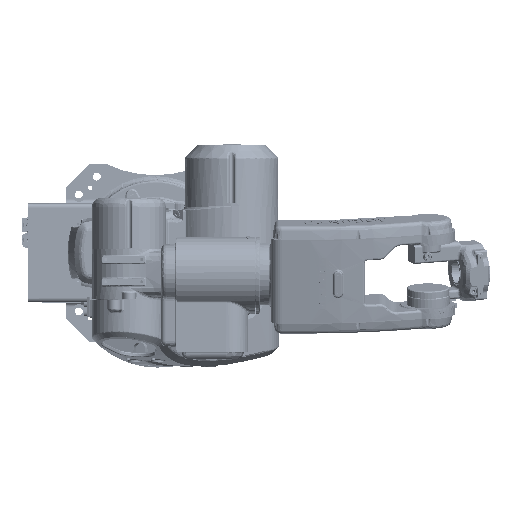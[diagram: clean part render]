
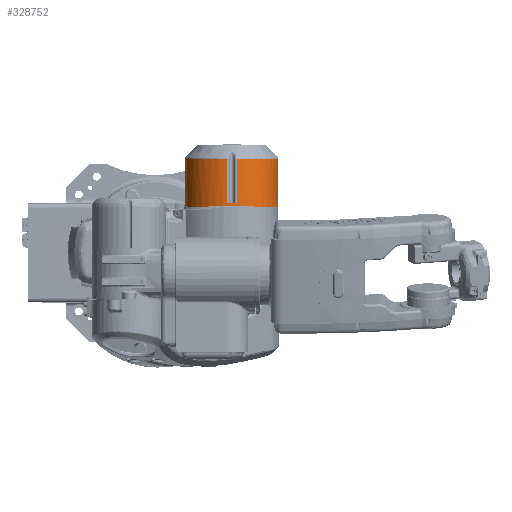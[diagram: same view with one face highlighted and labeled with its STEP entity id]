
A CAD part, top view. The second image highlights one B-rep face of the part: STEP entity #328752.
In plain terms, the highlighted cylindrical face has radius 104 mm (diameter 208 mm), a partial arc.
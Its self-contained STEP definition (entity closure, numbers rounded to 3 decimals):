
#2097 = CARTESIAN_POINT ( 'NONE',  ( 273.413, 208.429, 291.03 ) ) ;
#6184 = CARTESIAN_POINT ( 'NONE',  ( 66.587, 110.5, 291.03 ) ) ;
#14227 = EDGE_CURVE ( 'NONE', #343508, #255105, #25402, .T. ) ;
#21415 = CARTESIAN_POINT ( 'NONE',  ( 170., 110.5, 280. ) ) ;
#22413 = DIRECTION ( 'NONE',  ( 0., 1., 0. ) ) ;
#25402 = CIRCLE ( 'NONE', #51638, 104. ) ;
#31332 = ORIENTED_EDGE ( 'NONE', *, *, #14227, .T. ) ;
#33091 = VECTOR ( 'NONE', #243959, 1000. ) ;
#36203 = EDGE_CURVE ( 'NONE', #281597, #433754, #351457, .T. ) ;
#39731 = EDGE_CURVE ( 'NONE', #271594, #172932, #326897, .T. ) ;
#43626 = VERTEX_POINT ( 'NONE', #341933 ) ;
#51638 = AXIS2_PLACEMENT_3D ( 'NONE', #155561, #22413, #125863 ) ;
#52480 = AXIS2_PLACEMENT_3D ( 'NONE', #327330, #260821, #160420 ) ;
#54454 = FACE_OUTER_BOUND ( 'NONE', #300550, .T. ) ;
#56875 = DIRECTION ( 'NONE',  ( 1., 0., 0. ) ) ;
#57389 = CARTESIAN_POINT ( 'NONE',  ( 66., 102.5, 280. ) ) ;
#75834 = VERTEX_POINT ( 'NONE', #198998 ) ;
#89712 = VECTOR ( 'NONE', #361640, 1000. ) ;
#100885 = DIRECTION ( 'NONE',  ( 0., -1., 0. ) ) ;
#106099 = CARTESIAN_POINT ( 'NONE',  ( 170., 208.429, 280. ) ) ;
#109126 = ORIENTED_EDGE ( 'NONE', *, *, #39731, .T. ) ;
#125863 = DIRECTION ( 'NONE',  ( 1., 0., 0. ) ) ;
#134448 = ORIENTED_EDGE ( 'NONE', *, *, #399424, .F. ) ;
#139588 = CARTESIAN_POINT ( 'NONE',  ( 181.03, 208.429, 383.413 ) ) ;
#140295 = DIRECTION ( 'NONE',  ( 0., -1., 0. ) ) ;
#145048 = CARTESIAN_POINT ( 'NONE',  ( 158.97, 208.429, 383.413 ) ) ;
#153984 = VECTOR ( 'NONE', #140295, 1000. ) ;
#155561 = CARTESIAN_POINT ( 'NONE',  ( 170., 102.5, 280. ) ) ;
#155578 = EDGE_CURVE ( 'NONE', #181690, #271594, #214135, .T. ) ;
#156704 = DIRECTION ( 'NONE',  ( 1., 0., 0. ) ) ;
#160420 = DIRECTION ( 'NONE',  ( 1., 0., 0. ) ) ;
#161872 = ORIENTED_EDGE ( 'NONE', *, *, #298996, .T. ) ;
#172932 = VERTEX_POINT ( 'NONE', #6184 ) ;
#176424 = AXIS2_PLACEMENT_3D ( 'NONE', #106099, #243520, #311417 ) ;
#179702 = ORIENTED_EDGE ( 'NONE', *, *, #217109, .T. ) ;
#180238 = ORIENTED_EDGE ( 'NONE', *, *, #342203, .T. ) ;
#180644 = ORIENTED_EDGE ( 'NONE', *, *, #406728, .T. ) ;
#181690 = VERTEX_POINT ( 'NONE', #145048 ) ;
#185154 = DIRECTION ( 'NONE',  ( 0., -1., 0. ) ) ;
#186382 = VECTOR ( 'NONE', #434141, 1000. ) ;
#190665 = DIRECTION ( 'NONE',  ( 0., -1., 0. ) ) ;
#192145 = CARTESIAN_POINT ( 'NONE',  ( 170., 110.5, 280. ) ) ;
#195774 = LINE ( 'NONE', #395674, #89712 ) ;
#197713 = CARTESIAN_POINT ( 'NONE',  ( 158.97, 208.429, 383.413 ) ) ;
#198998 = CARTESIAN_POINT ( 'NONE',  ( 273.413, 110.5, 291.03 ) ) ;
#202638 = CARTESIAN_POINT ( 'NONE',  ( 274., 102.5, 280. ) ) ;
#202854 = DIRECTION ( 'NONE',  ( 1., 0., 0. ) ) ;
#205630 = AXIS2_PLACEMENT_3D ( 'NONE', #192145, #190665, #156704 ) ;
#212498 = VERTEX_POINT ( 'NONE', #2097 ) ;
#214135 = CIRCLE ( 'NONE', #271897, 104. ) ;
#217109 = EDGE_CURVE ( 'NONE', #75834, #212498, #334547, .T. ) ;
#217631 = CARTESIAN_POINT ( 'NONE',  ( 66.587, 208.429, 291.03 ) ) ;
#220718 = CARTESIAN_POINT ( 'NONE',  ( 274., 110.5, 280. ) ) ;
#223475 = AXIS2_PLACEMENT_3D ( 'NONE', #340485, #185154, #316705 ) ;
#227459 = ORIENTED_EDGE ( 'NONE', *, *, #36203, .T. ) ;
#230284 = CARTESIAN_POINT ( 'NONE',  ( 158.97, 110.5, 383.413 ) ) ;
#234318 = CYLINDRICAL_SURFACE ( 'NONE', #223475, 104. ) ;
#238880 = CIRCLE ( 'NONE', #176424, 104. ) ;
#243520 = DIRECTION ( 'NONE',  ( 0., -1., 0. ) ) ;
#243959 = DIRECTION ( 'NONE',  ( 0., 1., 0. ) ) ;
#255105 = VERTEX_POINT ( 'NONE', #202638 ) ;
#258330 = ORIENTED_EDGE ( 'NONE', *, *, #363765, .T. ) ;
#259351 = DIRECTION ( 'NONE',  ( 0., -1., 0. ) ) ;
#260821 = DIRECTION ( 'NONE',  ( 0., -1., 0. ) ) ;
#271594 = VERTEX_POINT ( 'NONE', #358506 ) ;
#271897 = AXIS2_PLACEMENT_3D ( 'NONE', #332891, #100885, #202854 ) ;
#274196 = CARTESIAN_POINT ( 'NONE',  ( 181.03, 110.5, 383.413 ) ) ;
#277555 = ORIENTED_EDGE ( 'NONE', *, *, #390452, .T. ) ;
#281597 = VERTEX_POINT ( 'NONE', #428770 ) ;
#291359 = LINE ( 'NONE', #301417, #153984 ) ;
#298996 = EDGE_CURVE ( 'NONE', #418106, #181690, #302575, .T. ) ;
#300550 = EDGE_LOOP ( 'NONE', ( #134448, #180238, #179702, #324104, #227459, #258330, #161872, #388102, #109126, #277555, #180644, #31332 ) ) ;
#301417 = CARTESIAN_POINT ( 'NONE',  ( 66., 208.429, 280. ) ) ;
#302575 = LINE ( 'NONE', #197713, #186382 ) ;
#309191 = VECTOR ( 'NONE', #409961, 1000. ) ;
#311417 = DIRECTION ( 'NONE',  ( 1., 0., 0. ) ) ;
#316705 = DIRECTION ( 'NONE',  ( 1., 0., 0. ) ) ;
#324104 = ORIENTED_EDGE ( 'NONE', *, *, #371210, .T. ) ;
#326897 = LINE ( 'NONE', #217631, #432535 ) ;
#327330 = CARTESIAN_POINT ( 'NONE',  ( 170., 110.5, 280. ) ) ;
#328752 = ADVANCED_FACE ( 'NONE', ( #54454 ), #234318, .T. ) ;
#332891 = CARTESIAN_POINT ( 'NONE',  ( 170., 208.429, 280. ) ) ;
#334547 = LINE ( 'NONE', #342910, #33091 ) ;
#340485 = CARTESIAN_POINT ( 'NONE',  ( 170., 208.429, 280. ) ) ;
#341933 = CARTESIAN_POINT ( 'NONE',  ( 66., 110.5, 280. ) ) ;
#342203 = EDGE_CURVE ( 'NONE', #369055, #75834, #387810, .T. ) ;
#342910 = CARTESIAN_POINT ( 'NONE',  ( 273.413, 208.429, 291.03 ) ) ;
#343508 = VERTEX_POINT ( 'NONE', #57389 ) ;
#351457 = LINE ( 'NONE', #139588, #309191 ) ;
#351983 = DIRECTION ( 'NONE',  ( 0., -1., 0. ) ) ;
#357174 = CIRCLE ( 'NONE', #205630, 104. ) ;
#358506 = CARTESIAN_POINT ( 'NONE',  ( 66.587, 208.429, 291.03 ) ) ;
#361640 = DIRECTION ( 'NONE',  ( 0., -1., 0. ) ) ;
#363765 = EDGE_CURVE ( 'NONE', #433754, #418106, #357174, .T. ) ;
#369055 = VERTEX_POINT ( 'NONE', #220718 ) ;
#371210 = EDGE_CURVE ( 'NONE', #212498, #281597, #238880, .T. ) ;
#385967 = CIRCLE ( 'NONE', #52480, 104. ) ;
#387810 = CIRCLE ( 'NONE', #400823, 104. ) ;
#388102 = ORIENTED_EDGE ( 'NONE', *, *, #155578, .T. ) ;
#390452 = EDGE_CURVE ( 'NONE', #172932, #43626, #385967, .T. ) ;
#395674 = CARTESIAN_POINT ( 'NONE',  ( 274., 208.429, 280. ) ) ;
#399424 = EDGE_CURVE ( 'NONE', #369055, #255105, #195774, .T. ) ;
#400823 = AXIS2_PLACEMENT_3D ( 'NONE', #21415, #259351, #56875 ) ;
#406728 = EDGE_CURVE ( 'NONE', #43626, #343508, #291359, .T. ) ;
#409961 = DIRECTION ( 'NONE',  ( 0., -1., 0. ) ) ;
#418106 = VERTEX_POINT ( 'NONE', #230284 ) ;
#428770 = CARTESIAN_POINT ( 'NONE',  ( 181.03, 208.429, 383.413 ) ) ;
#432535 = VECTOR ( 'NONE', #351983, 1000. ) ;
#433754 = VERTEX_POINT ( 'NONE', #274196 ) ;
#434141 = DIRECTION ( 'NONE',  ( 0., 1., 0. ) ) ;
